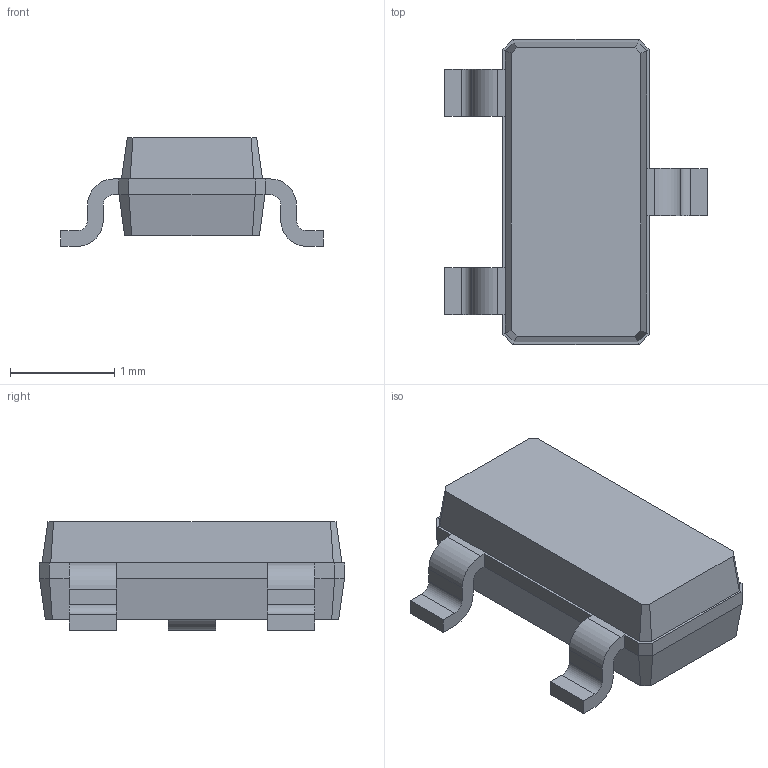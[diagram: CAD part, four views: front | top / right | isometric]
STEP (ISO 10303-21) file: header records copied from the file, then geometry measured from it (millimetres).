
FILE_DESCRIPTION(/* description */ ('model of SuperSOT-3'),/* implementation_level */ '2;1');
FILE_NAME(/* name */ 'SuperSOT-3.step',/* time_stamp */ '2017-06-20T21:46:30',/* author */ ('kicad StepUp','ksu'),/* organization */ ('FreeCAD'),/* preprocessor_version */ 'OCC',/* originating_system */ 'kicad StepUp',/* authorisation */ '');
FILE_SCHEMA(('AUTOMOTIVE_DESIGN_CC2 { 1 2 10303 214 -1 1 5 4 }'));
Length unit declared in the file: millimetre
Products named in the file (1): SuperSOT_3
Bounding box: 2.51 x 2.92 x 1.04 mm (x, y, z)
Volume: 3.7 mm3; surface area: 18.2 mm2
Topology: 1 solids, 1 shells, 79 faces, 195 edges, 118 vertices
Faces by surface type: plane 40, bspline 27, cylinder 12
Entity records: 2799 total; most frequent: CARTESIAN_POINT 506, ORIENTED_EDGE 390, DIRECTION 293, EDGE_CURVE 195, LINE 139, VECTOR 139, VERTEX_POINT 118, ADVANCED_FACE 79
